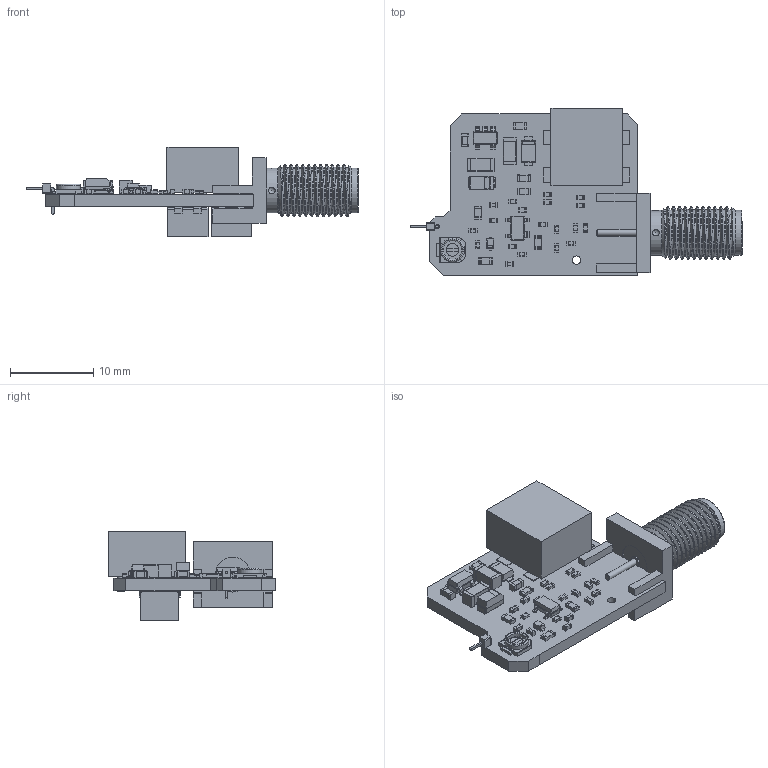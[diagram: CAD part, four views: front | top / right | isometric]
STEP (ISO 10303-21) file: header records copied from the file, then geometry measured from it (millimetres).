
FILE_DESCRIPTION(('KiCad electronic assembly'),'2;1');
FILE_NAME('board.step','2025-03-21T13:32:44',('Pcbnew'),('Kicad'), 'Open CASCADE STEP processor 7.8','KiCad to STEP converter','Unknown' );
FILE_SCHEMA(('AUTOMOTIVE_DESIGN { 1 0 10303 214 1 1 1 1 }'));
Length unit declared in the file: millimetre
Products named in the file (23): board 2; SMA_Amphenol_132289_EdgeMount; SOT-143; R_0402_1005Metric; CP_EIA-3216-18_Kemet-A; Nexperia_CFP3_SOD-123W; board 2.5.1; C_0402_1005Metric; R_0603_1608Metric; C_0603_1608Metric; L_0402_1005Metric; C_1206_3216Metric; L_0603_1608Metric; PinHeader_1x01_P1.00mm_Horizontal; SOT-23-5; C_Trimmer_Voltronics_JR; D_SOD-523; 694103107102; Body; Pins; Lugs; 3214J-1-103E; LowCapacitanceProbe_PCB
Assembly tree (45 placements, depth 3):
  board 2
    SMA_Amphenol_132289_EdgeMount
    SOT-143
    R_0402_1005Metric  x9
    CP_EIA-3216-18_Kemet-A
    Nexperia_CFP3_SOD-123W
      board 2.5.1
    C_0402_1005Metric  x9
    R_0603_1608Metric  x5
    C_0603_1608Metric
    L_0402_1005Metric
    C_1206_3216Metric  x2
    L_0603_1608Metric
    PinHeader_1x01_P1.00mm_Horizontal
    SOT-23-5
    C_Trimmer_Voltronics_JR
    D_SOD-523
    694103107102
      Body
      Pins
      Lugs  x2
    3214J-1-103E  x2
    LowCapacitanceProbe_PCB
Bounding box: 39.89 x 20.11 x 10.79 mm (x, y, z)
Volume: 1746 mm3; surface area: 2640.5 mm2
Topology: 51 solids, 53 shells, 1433 faces, 3589 edges, 2312 vertices
Faces by surface type: plane 876, cylinder 406, bspline 127, cone 18, sphere 4, torus 2
Full cylindrical faces by diameter (mm): 0.5 x1, 0.76 x1, 0.8 x4, 0.97 x1, 1 x3, 1.27 x1, 1.5 x1, 2.25 x1, 2.9 x1, 4 x1, 4.2 x1, 4.597 x1, 5.385 x2, 6.35 x10
Entity records: 31665 total; most frequent: CARTESIAN_POINT 8990, ORIENTED_EDGE 3902, DIRECTION 3534, EDGE_CURVE 1951, LINE 1356, VECTOR 1356, VERTEX_POINT 1239, AXIS2_PLACEMENT_3D 1089
